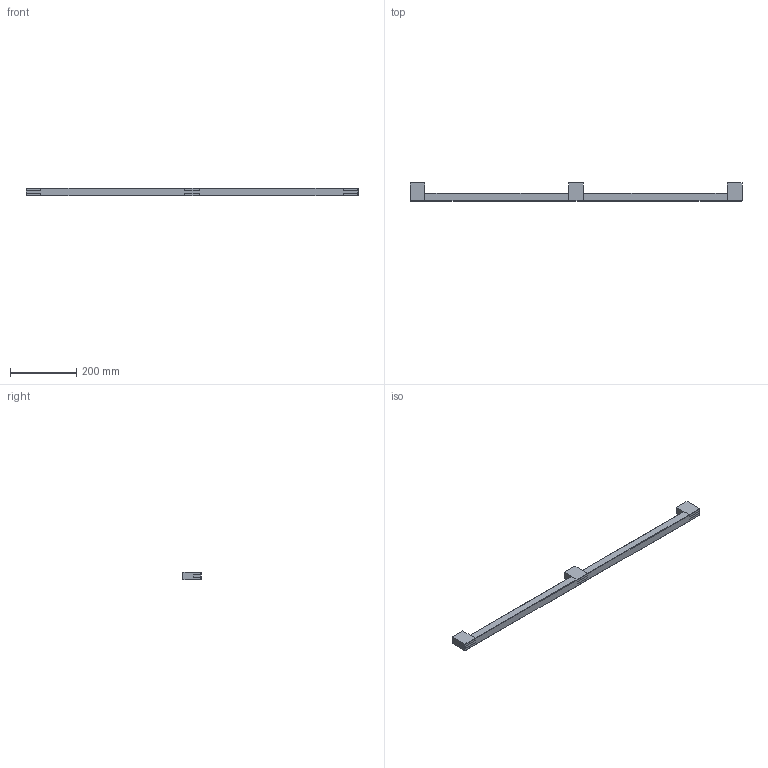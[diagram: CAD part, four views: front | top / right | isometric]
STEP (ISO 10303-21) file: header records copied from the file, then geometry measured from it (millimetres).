
FILE_DESCRIPTION(/* description */ (''),/* implementation_level */ '2;1');
FILE_NAME(/* name */ '0705_960_00.stp',/* time_stamp */ '2024-05-07T16:52:38+02:00',/* author */ ('mantolin'),/* organization */ (''),/* preprocessor_version */ 'ST-DEVELOPER v18.1',/* originating_system */ 'Autodesk Inventor 2022',/* authorisation */ '');
FILE_SCHEMA (('AUTOMOTIVE_DESIGN { 1 0 10303 214 3 1 1 }'));
Length unit declared in the file: millimetre
Products named in the file (5): 0705_960_00; 0705_960_00_BAR ; Insert per fusta M6_10mm; 0705_FOOT_01 ; 0705_MIDDLE FOOT_01 
Assembly tree (7 placements, depth 2):
  0705_960_00
    0705_960_00_BAR 
    Insert per fusta M6_10mm  x3
    0705_FOOT_01   x2
    0705_MIDDLE FOOT_01 
Bounding box: 1005 x 55 x 24 mm (x, y, z)
Volume: 676512.9 mm3; surface area: 129854 mm2
Topology: 7 solids, 7 shells, 168 faces, 394 edges, 263 vertices
Faces by surface type: plane 113, cylinder 52, cone 3
Full cylindrical faces by diameter (mm): 5.134 x3, 6.5 x6, 8 x9, 8.5 x3
Entity records: 4067 total; most frequent: CARTESIAN_POINT 668, DIRECTION 662, ORIENTED_EDGE 634, EDGE_CURVE 317, LINE 248, VECTOR 248, VERTEX_POINT 213, AXIS2_PLACEMENT_3D 207
